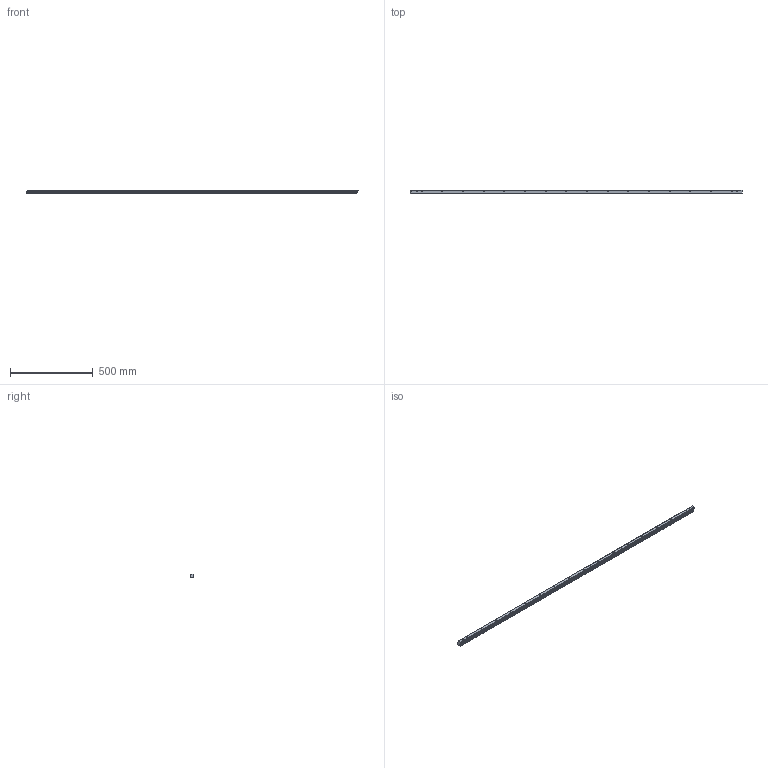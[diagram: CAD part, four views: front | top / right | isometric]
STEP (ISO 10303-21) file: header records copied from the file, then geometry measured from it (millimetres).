
FILE_DESCRIPTION(('HOOPS Exchange Step'),'2;1');
FILE_NAME('export-3E34FC9A-BB0A-4A3A-BCA9-1239487B75CB.stp','2021-04-22T18:36:39+02:00',('Engineering'),('Alibre'),'HOOPS Exchange 2020.1','Alibre','Unknown authorisation');
FILE_SCHEMA( ('AP242_MANAGED_MODEL_BASED_3D_ENGINEERING_MIM_LF {1 0 10303 442 1 1 4 }') );
Length unit declared in the file: millimetre
Products named in the file (1): 4535 Helical Rack Module 2 Q6 (High Precision) 24x24x2000mm
Bounding box: 2008.52 x 24 x 24 mm (x, y, z)
Volume: 1023883.2 mm3; surface area: 239285.8 mm2
Topology: 1 solids, 1 shells, 1891 faces, 5619 edges, 3746 vertices
Faces by surface type: plane 1223, bspline 600, cylinder 68
Entity records: 64031 total; most frequent: CARTESIAN_POINT 14258, ORIENTED_EDGE 11238, DIRECTION 9541, EDGE_CURVE 5619, VECTOR 4283, LINE 4283, VERTEX_POINT 3746, AXIS2_PLACEMENT_3D 2629
